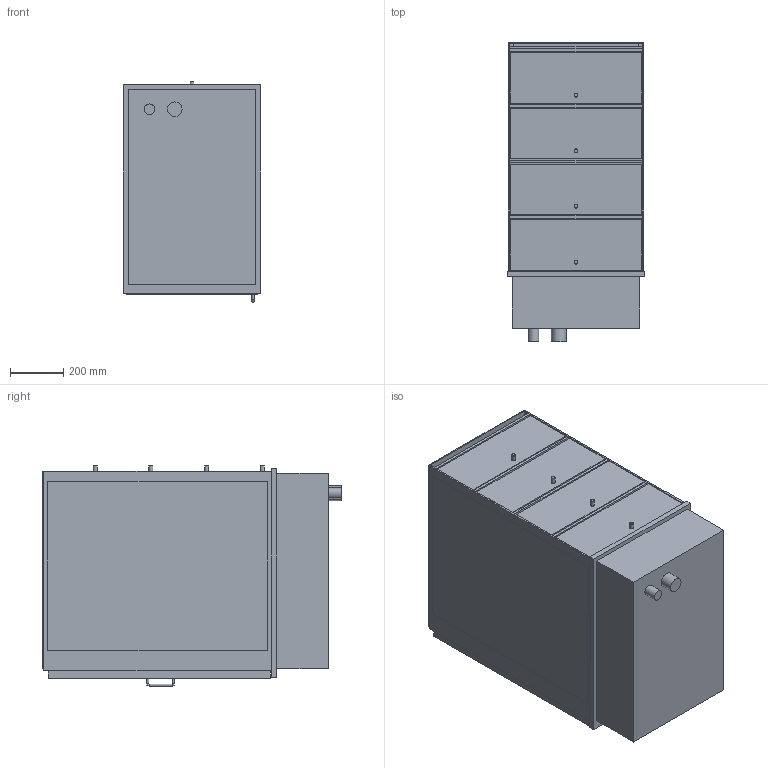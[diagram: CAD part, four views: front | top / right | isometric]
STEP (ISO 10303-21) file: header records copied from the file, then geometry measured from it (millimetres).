
FILE_DESCRIPTION(/* description */ (''),/* implementation_level */ '2;1');
FILE_NAME(/* name */ '3D-AKE-00006277.stp',/* time_stamp */ '2022-03-29T09:15:17+02:00',/* author */ ('julian.lux'),/* organization */ (''),/* preprocessor_version */ 'ST-DEVELOPER v18',/* originating_system */ 'Autodesk Inventor 2020',/* authorisation */ '');
FILE_SCHEMA (('AUTOMOTIVE_DESIGN { 1 0 10303 214 3 1 1 }'));
Length unit declared in the file: millimetre
Products named in the file (1): 3D-AKE-00006277
Bounding box: 515 x 1126 x 829 mm (x, y, z)
Volume: 98751363.8 mm3; surface area: 12156873.5 mm2
Topology: 57 solids, 57 shells, 499 faces, 1163 edges, 780 vertices
Faces by surface type: plane 423, cylinder 70, cone 4, torus 2
Full cylindrical faces by diameter (mm): 8 x3, 15 x4, 40 x1, 55 x1
Entity records: 14112 total; most frequent: CARTESIAN_POINT 2443, DIRECTION 2331, ORIENTED_EDGE 2326, EDGE_CURVE 1163, LINE 995, VECTOR 995, VERTEX_POINT 780, AXIS2_PLACEMENT_3D 668
